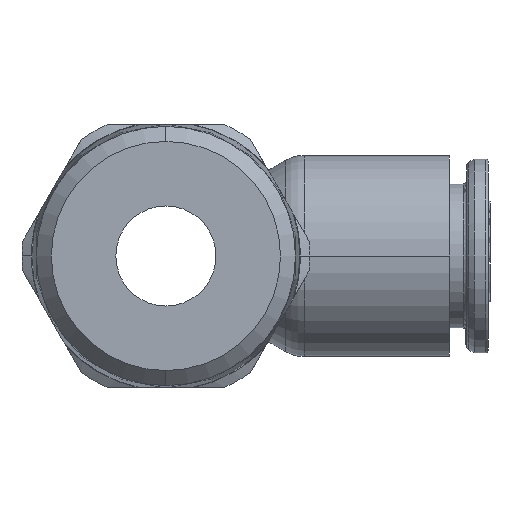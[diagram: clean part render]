
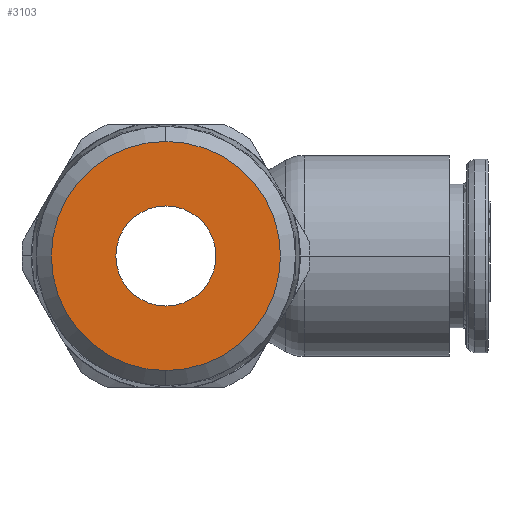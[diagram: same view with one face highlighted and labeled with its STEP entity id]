
A CAD part, left-side view. The second image highlights one B-rep face of the part: STEP entity #3103.
In plain terms, the highlighted planar face has unit normal (-1, 0, 0).
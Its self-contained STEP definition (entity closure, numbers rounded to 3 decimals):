
#3103=ADVANCED_FACE('',(#6867,#6868),#6869,.T.);
#6867=FACE_OUTER_BOUND('',#13888,.T.);
#6868=FACE_BOUND('',#13889,.T.);
#6869=PLANE('',#13890);
#13888=EDGE_LOOP('',(#24867,#24868));
#13889=EDGE_LOOP('',(#24869,#24870));
#13890=AXIS2_PLACEMENT_3D('',#24871,#24872,#24873);
#24867=ORIENTED_EDGE('',*,*,#31783,.F.);
#24868=ORIENTED_EDGE('',*,*,#34613,.F.);
#24869=ORIENTED_EDGE('',*,*,#32364,.F.);
#24870=ORIENTED_EDGE('',*,*,#34614,.F.);
#24871=CARTESIAN_POINT('',(-42.75,0.0,0.0));
#24872=DIRECTION('',(-1.0,0.0,0.0));
#24873=DIRECTION('',(0.0,0.0,-1.0));
#31783=EDGE_CURVE('',#37529,#37524,#37531,.T.);
#32364=EDGE_CURVE('',#38517,#38520,#38521,.T.);
#34613=EDGE_CURVE('',#37524,#37529,#41851,.T.);
#34614=EDGE_CURVE('',#38520,#38517,#41852,.T.);
#37524=VERTEX_POINT('',#46181);
#37529=VERTEX_POINT('',#46187);
#37531=CIRCLE('',#46190,9.16);
#38517=VERTEX_POINT('',#47976);
#38520=VERTEX_POINT('',#47980);
#38521=CIRCLE('',#47981,4.0);
#41851=CIRCLE('',#54418,9.16);
#41852=CIRCLE('',#54419,4.0);
#46181=CARTESIAN_POINT('',(-42.75,0.,-9.16));
#46187=CARTESIAN_POINT('',(-42.75,0.0,9.16));
#46190=AXIS2_PLACEMENT_3D('',#59096,#59097,#59098);
#47976=CARTESIAN_POINT('',(-42.75,-4.0,0.0));
#47980=CARTESIAN_POINT('',(-42.75,4.0,0.));
#47981=AXIS2_PLACEMENT_3D('',#59802,#59803,#59804);
#54418=AXIS2_PLACEMENT_3D('',#62553,#62554,#62555);
#54419=AXIS2_PLACEMENT_3D('',#62556,#62557,#62558);
#59096=CARTESIAN_POINT('',(-42.75,0.0,0.0));
#59097=DIRECTION('',(1.0,0.0,0.0));
#59098=DIRECTION('',(0.0,0.0,-1.0));
#59802=CARTESIAN_POINT('',(-42.75,0.0,0.0));
#59803=DIRECTION('',(-1.0,0.0,0.0));
#59804=DIRECTION('',(0.0,-1.0,0.0));
#62553=CARTESIAN_POINT('',(-42.75,0.0,0.0));
#62554=DIRECTION('',(1.0,0.0,0.0));
#62555=DIRECTION('',(0.0,0.0,-1.0));
#62556=CARTESIAN_POINT('',(-42.75,0.0,0.0));
#62557=DIRECTION('',(-1.0,0.0,0.0));
#62558=DIRECTION('',(0.0,-1.0,0.0));
